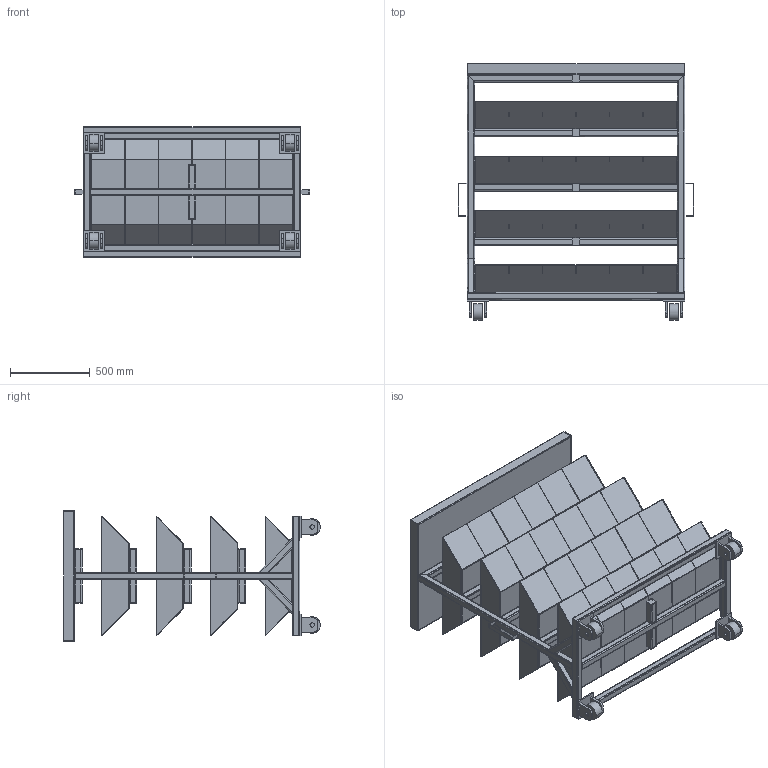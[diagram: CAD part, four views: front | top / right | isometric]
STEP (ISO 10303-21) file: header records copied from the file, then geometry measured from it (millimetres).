
FILE_DESCRIPTION(('FreeCAD Model'),'2;1');
FILE_NAME('Open CASCADE Shape Model','2025-05-07T21:13:37',('FreeCAD'),( 'FreeCAD'),'Open CASCADE STEP processor 7.6','FreeCAD','Unknown');
FILE_SCHEMA(('AUTOMOTIVE_DESIGN { 1 0 10303 214 1 1 1 1 }'));
Length unit declared in the file: millimetre
Products named in the file (1): Open CASCADE STEP translator 7.6 1
Bounding box: 1477.17 x 1611.89 x 820.65 mm (x, y, z)
Volume: 42946944.8 mm3; surface area: 24690521.8 mm2
Topology: 74 solids, 74 shells, 1232 faces, 3036 edges, 1960 vertices
Faces by surface type: bspline 1232
Entity records: 35792 total; most frequent: CARTESIAN_POINT 17329, ORIENTED_EDGE 6072, EDGE_CURVE 3036, B_SPLINE_CURVE_WITH_KNOTS 2516, VERTEX_POINT 1960, FACE_BOUND 1306, EDGE_LOOP 1306, ADVANCED_FACE 1232
